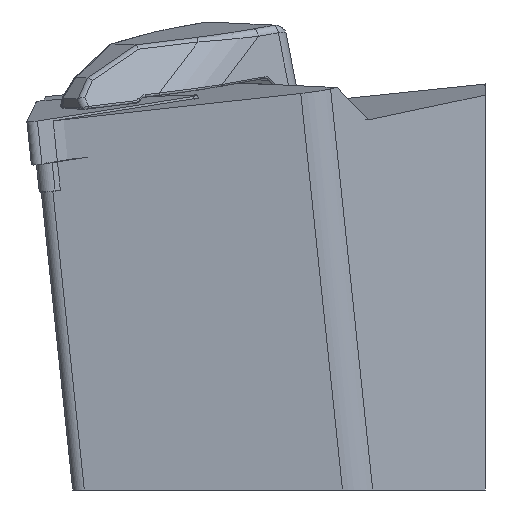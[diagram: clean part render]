
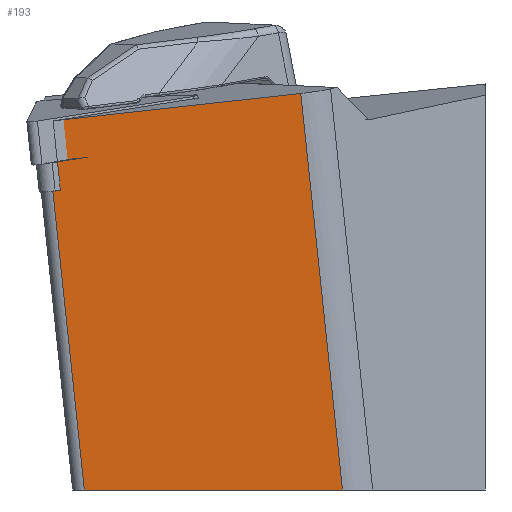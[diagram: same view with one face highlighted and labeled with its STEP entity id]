
A CAD part, left-side view. The second image highlights one B-rep face of the part: STEP entity #193.
In plain terms, the highlighted planar face has unit normal (-0.993, -0.063, -0.098).
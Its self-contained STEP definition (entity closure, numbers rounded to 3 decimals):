
#193=ADVANCED_FACE('',(#360),#310,.F.);
#310=PLANE('',#2042);
#360=FACE_OUTER_BOUND('',#472,.T.);
#472=EDGE_LOOP('',(#966,#967,#968,#969,#970,#971,#972));
#597=LINE('',#2852,#762);
#623=LINE('',#2908,#788);
#624=LINE('',#2911,#789);
#625=LINE('',#2913,#790);
#626=LINE('',#2915,#791);
#627=LINE('',#2916,#792);
#628=LINE('',#2918,#793);
#762=VECTOR('',#2262,1.);
#788=VECTOR('',#2302,1.);
#789=VECTOR('',#2303,1.);
#790=VECTOR('',#2304,1.);
#791=VECTOR('',#2305,1.);
#792=VECTOR('',#2306,1.);
#793=VECTOR('',#2307,1.);
#966=ORIENTED_EDGE('',*,*,#1719,.T.);
#967=ORIENTED_EDGE('',*,*,#1720,.F.);
#968=ORIENTED_EDGE('',*,*,#1721,.F.);
#969=ORIENTED_EDGE('',*,*,#1722,.T.);
#970=ORIENTED_EDGE('',*,*,#1691,.F.);
#971=ORIENTED_EDGE('',*,*,#1723,.T.);
#972=ORIENTED_EDGE('',*,*,#1724,.T.);
#1506=VERTEX_POINT('',#2851);
#1507=VERTEX_POINT('',#2853);
#1530=VERTEX_POINT('',#2909);
#1531=VERTEX_POINT('',#2910);
#1532=VERTEX_POINT('',#2912);
#1533=VERTEX_POINT('',#2914);
#1534=VERTEX_POINT('',#2917);
#1691=EDGE_CURVE('',#1506,#1507,#597,.T.);
#1719=EDGE_CURVE('',#1530,#1531,#623,.T.);
#1720=EDGE_CURVE('',#1532,#1531,#624,.T.);
#1721=EDGE_CURVE('',#1533,#1532,#625,.T.);
#1722=EDGE_CURVE('',#1533,#1507,#626,.T.);
#1723=EDGE_CURVE('',#1506,#1534,#627,.T.);
#1724=EDGE_CURVE('',#1534,#1530,#628,.T.);
#2042=AXIS2_PLACEMENT_3D('',#2919,#2308,#2309);
#2262=DIRECTION('',(0.052,-0.993,0.11));
#2302=DIRECTION('',(-0.052,0.993,-0.11));
#2303=DIRECTION('',(-0.105,0.104,0.989));
#2304=DIRECTION('',(-0.063,0.998,0.));
#2305=DIRECTION('',(-0.105,0.104,0.989));
#2306=DIRECTION('',(0.105,-0.104,-0.989));
#2307=DIRECTION('',(0.105,-0.104,-0.989));
#2308=DIRECTION('',(0.993,0.063,0.098));
#2309=DIRECTION('',(0.099,0.,-0.995));
#2851=CARTESIAN_POINT('',(1.981,47.066,0.214));
#2852=CARTESIAN_POINT('',(1.938,47.887,0.124));
#2853=CARTESIAN_POINT('',(3.396,20.087,3.2));
#2908=CARTESIAN_POINT('',(2.736,47.093,-7.433));
#2909=CARTESIAN_POINT('',(2.78,46.271,-7.342));
#2910=CARTESIAN_POINT('',(2.736,47.093,-7.433));
#2911=CARTESIAN_POINT('',(7.133,42.721,-49.033));
#2912=CARTESIAN_POINT('',(6.178,43.67,-40.));
#2913=CARTESIAN_POINT('',(6.242,42.664,-40.));
#2914=CARTESIAN_POINT('',(7.961,15.547,-40.));
#2915=CARTESIAN_POINT('',(8.591,14.921,-45.957));
#2916=CARTESIAN_POINT('',(1.734,47.311,2.549));
#2917=CARTESIAN_POINT('',(2.447,46.602,-4.197));
#2918=CARTESIAN_POINT('',(1.734,47.311,2.549));
#2919=CARTESIAN_POINT('',(7.133,42.721,-49.033));
